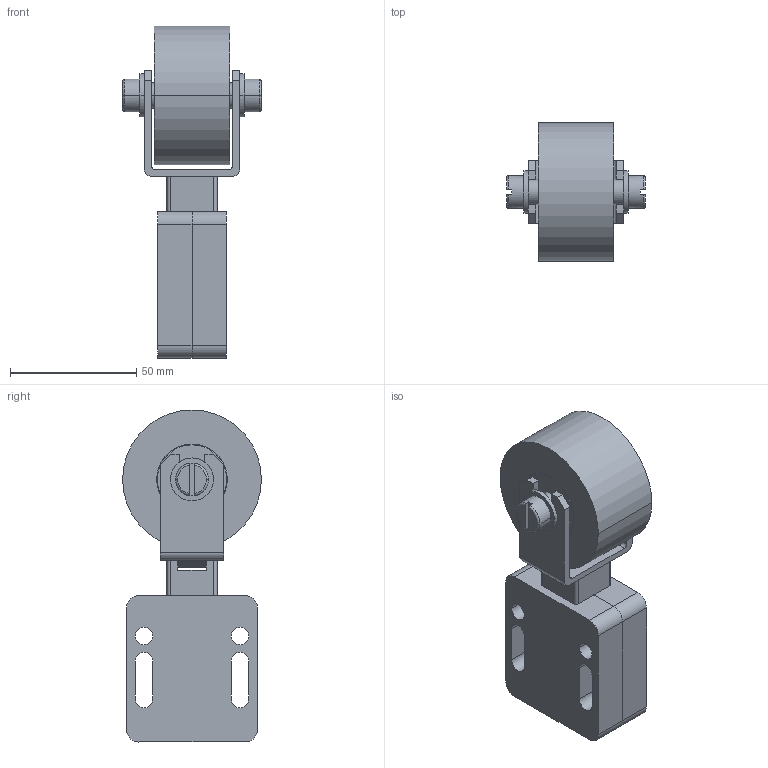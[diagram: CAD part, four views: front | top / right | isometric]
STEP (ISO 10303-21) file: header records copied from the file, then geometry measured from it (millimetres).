
FILE_DESCRIPTION(('STEP AP214'),'1');
FILE_NAME('cctmp_2E3C06B7-CF2B-4910-9A95-E3EC62FE849D_2023_7_12_11_17_1_67..stp','2023-07-12T09:17:01',('Murtfeldt Kunststoffe GmbH & Co.KG'),('CADClick - www.CADClick.com'),'Spatial InterOp 3D',' ','unknown authorization');
FILE_SCHEMA(('AUTOMOTIVE_DESIGN'));
Length unit declared in the file: millimetre
Products named in the file (1): 1
Bounding box: 55 x 55 x 131.5 mm (x, y, z)
Volume: 150186.5 mm3; surface area: 47646.7 mm2
Topology: 6 solids, 14 shells, 476 faces, 1227 edges, 793 vertices
Faces by surface type: plane 233, cylinder 183, torus 44, cone 16
Entity records: 18755 total; most frequent: CARTESIAN_POINT 2798, DIRECTION 2655, ORIENTED_EDGE 2438, EDGE_CURVE 1219, AXIS2_PLACEMENT_3D 962, VERTEX_POINT 793, LINE 731, VECTOR 731
